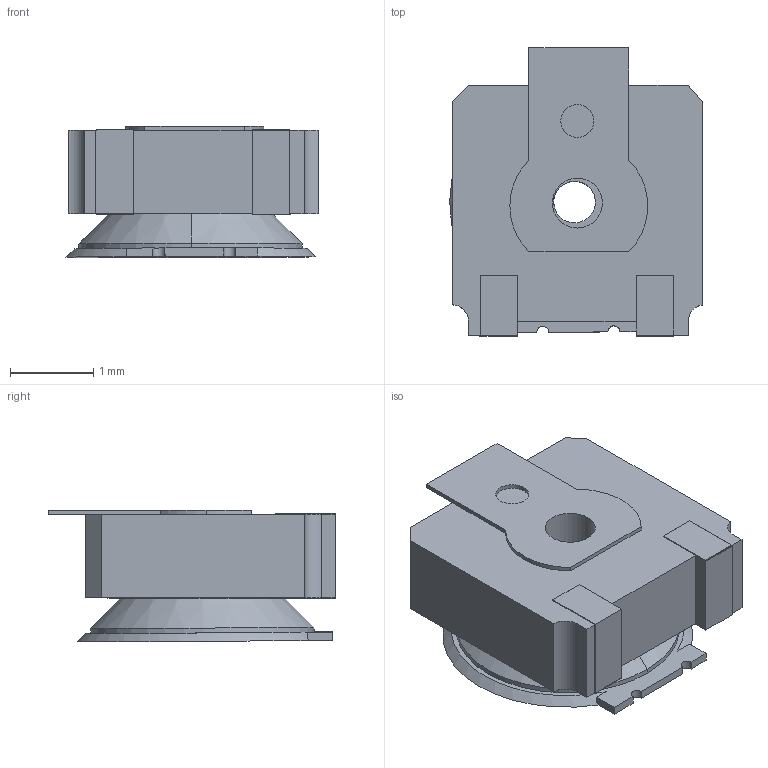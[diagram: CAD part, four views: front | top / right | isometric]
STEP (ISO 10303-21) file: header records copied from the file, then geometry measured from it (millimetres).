
FILE_DESCRIPTION (( 'STEP AP214' ), '1' );
FILE_NAME ('35WR10KLFTR.STEP', '2020-04-19T20:55:36', ( 'JESUS A' ), ( '' ), 'SwSTEP 2.0', 'SolidWorks 2018', '' );
FILE_SCHEMA (( 'AUTOMOTIVE_DESIGN' ));
Length unit declared in the file: millimetre
Products named in the file (3): pot1.1; pot.2; 35WR10KLFTR
Assembly tree (2 placements, depth 2):
  35WR10KLFTR
    pot1.1
    pot.2
Bounding box: 3.03 x 3.46 x 1.58 mm (x, y, z)
Volume: 10.5 mm3; surface area: 55.5 mm2
Topology: 2 solids, 2 shells, 124 faces, 332 edges, 216 vertices
Faces by surface type: plane 86, cylinder 24, cone 14
Entity records: 5197 total; most frequent: CARTESIAN_POINT 710, DIRECTION 669, ORIENTED_EDGE 664, EDGE_CURVE 332, VECTOR 231, LINE 231, AXIS2_PLACEMENT_3D 219, VERTEX_POINT 216
